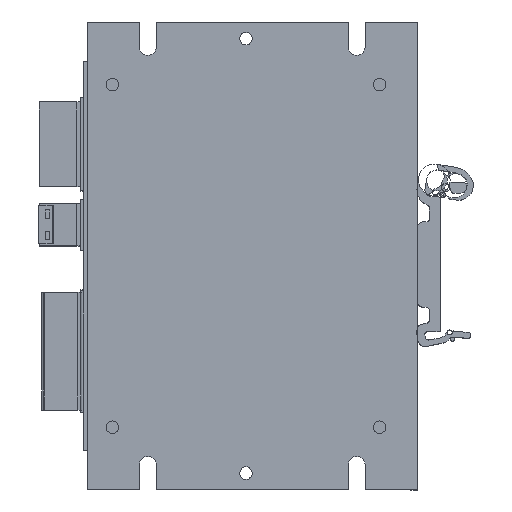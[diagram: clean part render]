
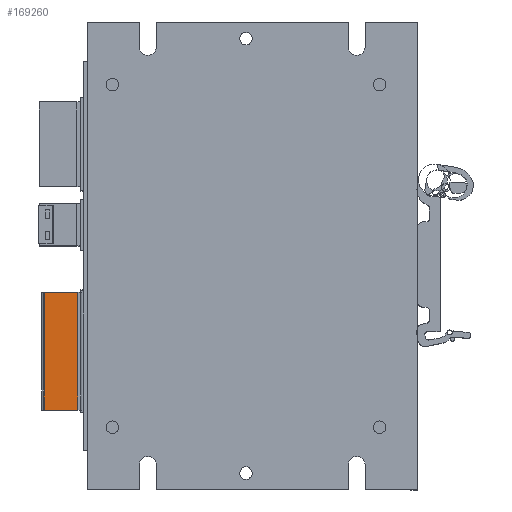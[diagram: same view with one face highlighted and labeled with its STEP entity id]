
A CAD part, top view. The second image highlights one B-rep face of the part: STEP entity #169260.
In plain terms, the highlighted planar face has unit normal (0, 0, 1).
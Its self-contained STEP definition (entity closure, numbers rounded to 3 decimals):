
#146367 = PLANE('',#146368);
#146368 = AXIS2_PLACEMENT_3D('',#146369,#146370,#146371);
#146369 = CARTESIAN_POINT('',(-9.595,-81.9,
    45.261));
#146370 = DIRECTION('',(0.,-1.,0.));
#146371 = DIRECTION('',(-1.,0.,0.));
#146496 = PLANE('',#146497);
#146497 = AXIS2_PLACEMENT_3D('',#146498,#146499,#146500);
#146498 = CARTESIAN_POINT('',(-9.595,-53.7,
    45.261));
#146499 = DIRECTION('',(0.,-1.,0.));
#146500 = DIRECTION('',(-1.,0.,0.));
#155992 = PLANE('',#155993);
#155993 = AXIS2_PLACEMENT_3D('',#155994,#155995,#155996);
#155994 = CARTESIAN_POINT('',(-12.25,-59.05,2.9));
#155995 = DIRECTION('',(-1.,0.,0.));
#155996 = DIRECTION('',(0.,-1.,0.));
#169260 = ADVANCED_FACE('',(#169261),#169275,.T.);
#169261 = FACE_BOUND('',#169262,.T.);
#169262 = EDGE_LOOP('',(#169263,#169298,#169321,#169344));
#169263 = ORIENTED_EDGE('',*,*,#169264,.F.);
#169264 = EDGE_CURVE('',#169265,#169267,#169269,.T.);
#169265 = VERTEX_POINT('',#169266);
#169266 = CARTESIAN_POINT('',(-4.25,-53.7,2.9));
#169267 = VERTEX_POINT('',#169268);
#169268 = CARTESIAN_POINT('',(-4.25,-81.9,2.9));
#169269 = SURFACE_CURVE('',#169270,(#169274,#169286),.PCURVE_S1.);
#169270 = LINE('',#169271,#169272);
#169271 = CARTESIAN_POINT('',(-4.25,-59.05,2.9));
#169272 = VECTOR('',#169273,1.);
#169273 = DIRECTION('',(0.,-1.,0.));
#169274 = PCURVE('',#169275,#169280);
#169275 = PLANE('',#169276);
#169276 = AXIS2_PLACEMENT_3D('',#169277,#169278,#169279);
#169277 = CARTESIAN_POINT('',(-4.25,-59.05,2.9));
#169278 = DIRECTION('',(0.,0.,1.));
#169279 = DIRECTION('',(0.,1.,0.));
#169280 = DEFINITIONAL_REPRESENTATION('',(#169281),#169285);
#169281 = LINE('',#169282,#169283);
#169282 = CARTESIAN_POINT('',(0.,-0.));
#169283 = VECTOR('',#169284,1.);
#169284 = DIRECTION('',(-1.,0.));
#169285 = ( GEOMETRIC_REPRESENTATION_CONTEXT(2) 
PARAMETRIC_REPRESENTATION_CONTEXT() REPRESENTATION_CONTEXT('2D SPACE',''
  ) );
#169286 = PCURVE('',#169287,#169292);
#169287 = PLANE('',#169288);
#169288 = AXIS2_PLACEMENT_3D('',#169289,#169290,#169291);
#169289 = CARTESIAN_POINT('',(-4.25,-59.05,2.9));
#169290 = DIRECTION('',(1.,0.,0.));
#169291 = DIRECTION('',(0.,-1.,0.));
#169292 = DEFINITIONAL_REPRESENTATION('',(#169293),#169297);
#169293 = LINE('',#169294,#169295);
#169294 = CARTESIAN_POINT('',(0.,-0.));
#169295 = VECTOR('',#169296,1.);
#169296 = DIRECTION('',(1.,0.));
#169297 = ( GEOMETRIC_REPRESENTATION_CONTEXT(2) 
PARAMETRIC_REPRESENTATION_CONTEXT() REPRESENTATION_CONTEXT('2D SPACE',''
  ) );
#169298 = ORIENTED_EDGE('',*,*,#169299,.F.);
#169299 = EDGE_CURVE('',#169300,#169265,#169302,.T.);
#169300 = VERTEX_POINT('',#169301);
#169301 = CARTESIAN_POINT('',(-12.25,-53.7,2.9));
#169302 = SURFACE_CURVE('',#169303,(#169307,#169314),.PCURVE_S1.);
#169303 = LINE('',#169304,#169305);
#169304 = CARTESIAN_POINT('',(-9.595,-53.7,2.9));
#169305 = VECTOR('',#169306,1.);
#169306 = DIRECTION('',(1.,0.,0.));
#169307 = PCURVE('',#169275,#169308);
#169308 = DEFINITIONAL_REPRESENTATION('',(#169309),#169313);
#169309 = LINE('',#169310,#169311);
#169310 = CARTESIAN_POINT('',(5.35,5.345));
#169311 = VECTOR('',#169312,1.);
#169312 = DIRECTION('',(0.,-1.));
#169313 = ( GEOMETRIC_REPRESENTATION_CONTEXT(2) 
PARAMETRIC_REPRESENTATION_CONTEXT() REPRESENTATION_CONTEXT('2D SPACE',''
  ) );
#169314 = PCURVE('',#146496,#169315);
#169315 = DEFINITIONAL_REPRESENTATION('',(#169316),#169320);
#169316 = LINE('',#169317,#169318);
#169317 = CARTESIAN_POINT('',(0.,42.361));
#169318 = VECTOR('',#169319,1.);
#169319 = DIRECTION('',(-1.,0.));
#169320 = ( GEOMETRIC_REPRESENTATION_CONTEXT(2) 
PARAMETRIC_REPRESENTATION_CONTEXT() REPRESENTATION_CONTEXT('2D SPACE',''
  ) );
#169321 = ORIENTED_EDGE('',*,*,#169322,.T.);
#169322 = EDGE_CURVE('',#169300,#169323,#169325,.T.);
#169323 = VERTEX_POINT('',#169324);
#169324 = CARTESIAN_POINT('',(-12.25,-81.9,2.9));
#169325 = SURFACE_CURVE('',#169326,(#169330,#169337),.PCURVE_S1.);
#169326 = LINE('',#169327,#169328);
#169327 = CARTESIAN_POINT('',(-12.25,-59.05,2.9));
#169328 = VECTOR('',#169329,1.);
#169329 = DIRECTION('',(0.,-1.,0.));
#169330 = PCURVE('',#169275,#169331);
#169331 = DEFINITIONAL_REPRESENTATION('',(#169332),#169336);
#169332 = LINE('',#169333,#169334);
#169333 = CARTESIAN_POINT('',(0.,8.));
#169334 = VECTOR('',#169335,1.);
#169335 = DIRECTION('',(-1.,0.));
#169336 = ( GEOMETRIC_REPRESENTATION_CONTEXT(2) 
PARAMETRIC_REPRESENTATION_CONTEXT() REPRESENTATION_CONTEXT('2D SPACE',''
  ) );
#169337 = PCURVE('',#155992,#169338);
#169338 = DEFINITIONAL_REPRESENTATION('',(#169339),#169343);
#169339 = LINE('',#169340,#169341);
#169340 = CARTESIAN_POINT('',(0.,0.));
#169341 = VECTOR('',#169342,1.);
#169342 = DIRECTION('',(1.,0.));
#169343 = ( GEOMETRIC_REPRESENTATION_CONTEXT(2) 
PARAMETRIC_REPRESENTATION_CONTEXT() REPRESENTATION_CONTEXT('2D SPACE',''
  ) );
#169344 = ORIENTED_EDGE('',*,*,#169345,.T.);
#169345 = EDGE_CURVE('',#169323,#169267,#169346,.T.);
#169346 = SURFACE_CURVE('',#169347,(#169351,#169358),.PCURVE_S1.);
#169347 = LINE('',#169348,#169349);
#169348 = CARTESIAN_POINT('',(-9.595,-81.9,2.9));
#169349 = VECTOR('',#169350,1.);
#169350 = DIRECTION('',(1.,0.,0.));
#169351 = PCURVE('',#169275,#169352);
#169352 = DEFINITIONAL_REPRESENTATION('',(#169353),#169357);
#169353 = LINE('',#169354,#169355);
#169354 = CARTESIAN_POINT('',(-22.85,5.345));
#169355 = VECTOR('',#169356,1.);
#169356 = DIRECTION('',(0.,-1.));
#169357 = ( GEOMETRIC_REPRESENTATION_CONTEXT(2) 
PARAMETRIC_REPRESENTATION_CONTEXT() REPRESENTATION_CONTEXT('2D SPACE',''
  ) );
#169358 = PCURVE('',#146367,#169359);
#169359 = DEFINITIONAL_REPRESENTATION('',(#169360),#169364);
#169360 = LINE('',#169361,#169362);
#169361 = CARTESIAN_POINT('',(0.,42.361));
#169362 = VECTOR('',#169363,1.);
#169363 = DIRECTION('',(-1.,0.));
#169364 = ( GEOMETRIC_REPRESENTATION_CONTEXT(2) 
PARAMETRIC_REPRESENTATION_CONTEXT() REPRESENTATION_CONTEXT('2D SPACE',''
  ) );
